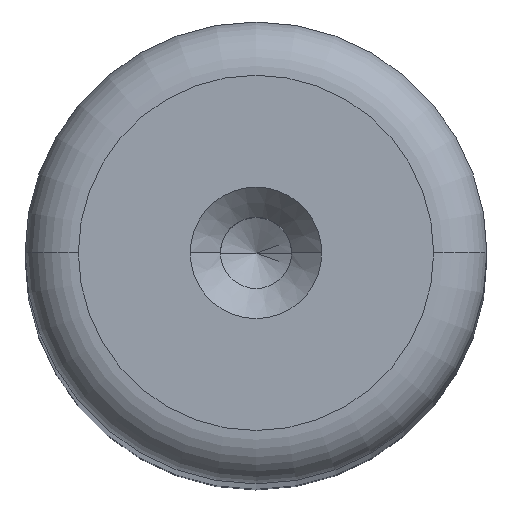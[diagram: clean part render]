
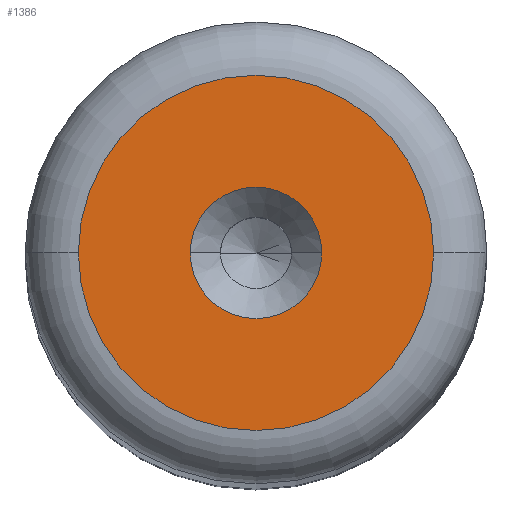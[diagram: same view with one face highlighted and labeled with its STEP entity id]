
A CAD part, top view. The second image highlights one B-rep face of the part: STEP entity #1386.
In plain terms, the highlighted planar face has unit normal (0, 0, 1).
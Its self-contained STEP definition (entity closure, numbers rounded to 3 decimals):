
#53 = DIRECTION ( 'NONE',  ( 1., 0., 0. ) ) ;
#56 = DIRECTION ( 'NONE',  ( 1., 0., 0. ) ) ;
#105 = VERTEX_POINT ( 'NONE', #368 ) ;
#113 = PLANE ( 'NONE',  #1546 ) ;
#132 = FACE_BOUND ( 'NONE', #313, .T. ) ;
#163 = ORIENTED_EDGE ( 'NONE', *, *, #1479, .F. ) ;
#168 = DIRECTION ( 'NONE',  ( 0., 0., 1. ) ) ;
#234 = DIRECTION ( 'NONE',  ( 0., 0., 1. ) ) ;
#313 = EDGE_LOOP ( 'NONE', ( #163, #630 ) ) ;
#321 = CARTESIAN_POINT ( 'NONE',  ( 0., 0., 100. ) ) ;
#368 = CARTESIAN_POINT ( 'NONE',  ( 5., 0., 100. ) ) ;
#413 = FACE_OUTER_BOUND ( 'NONE', #1239, .T. ) ;
#472 = ORIENTED_EDGE ( 'NONE', *, *, #774, .T. ) ;
#489 = AXIS2_PLACEMENT_3D ( 'NONE', #1501, #779, #53 ) ;
#530 = CIRCLE ( 'NONE', #489, 1.85 ) ;
#533 = CARTESIAN_POINT ( 'NONE',  ( -1.85, 0., 100. ) ) ;
#542 = AXIS2_PLACEMENT_3D ( 'NONE', #884, #168, #998 ) ;
#551 = DIRECTION ( 'NONE',  ( 0., 0., 1. ) ) ;
#630 = ORIENTED_EDGE ( 'NONE', *, *, #1253, .F. ) ;
#651 = CARTESIAN_POINT ( 'NONE',  ( 1.85, 0., 100. ) ) ;
#774 = EDGE_CURVE ( 'NONE', #105, #1370, #1300, .T. ) ;
#779 = DIRECTION ( 'NONE',  ( 0., 0., 1. ) ) ;
#782 = DIRECTION ( 'NONE',  ( 0., 0., 1. ) ) ;
#812 = CIRCLE ( 'NONE', #886, 5. ) ;
#829 = CIRCLE ( 'NONE', #542, 1.85 ) ;
#884 = CARTESIAN_POINT ( 'NONE',  ( 0., 0., 100. ) ) ;
#886 = AXIS2_PLACEMENT_3D ( 'NONE', #1264, #551, #1391 ) ;
#998 = DIRECTION ( 'NONE',  ( 1., 0., 0. ) ) ;
#1035 = AXIS2_PLACEMENT_3D ( 'NONE', #1507, #782, #56 ) ;
#1041 = CARTESIAN_POINT ( 'NONE',  ( -5., 0., 100. ) ) ;
#1072 = DIRECTION ( 'NONE',  ( 1., 0., 0. ) ) ;
#1233 = VERTEX_POINT ( 'NONE', #533 ) ;
#1239 = EDGE_LOOP ( 'NONE', ( #472, #1566 ) ) ;
#1253 = EDGE_CURVE ( 'NONE', #1233, #1486, #530, .T. ) ;
#1264 = CARTESIAN_POINT ( 'NONE',  ( 0., 0., 100. ) ) ;
#1285 = EDGE_CURVE ( 'NONE', #1370, #105, #812, .T. ) ;
#1300 = CIRCLE ( 'NONE', #1035, 5. ) ;
#1370 = VERTEX_POINT ( 'NONE', #1041 ) ;
#1386 = ADVANCED_FACE ( 'NONE', ( #132, #413 ), #113, .T. ) ;
#1391 = DIRECTION ( 'NONE',  ( 1., 0., 0. ) ) ;
#1479 = EDGE_CURVE ( 'NONE', #1486, #1233, #829, .T. ) ;
#1486 = VERTEX_POINT ( 'NONE', #651 ) ;
#1501 = CARTESIAN_POINT ( 'NONE',  ( 0., 0., 100. ) ) ;
#1507 = CARTESIAN_POINT ( 'NONE',  ( 0., 0., 100. ) ) ;
#1546 = AXIS2_PLACEMENT_3D ( 'NONE', #321, #234, #1072 ) ;
#1566 = ORIENTED_EDGE ( 'NONE', *, *, #1285, .T. ) ;
